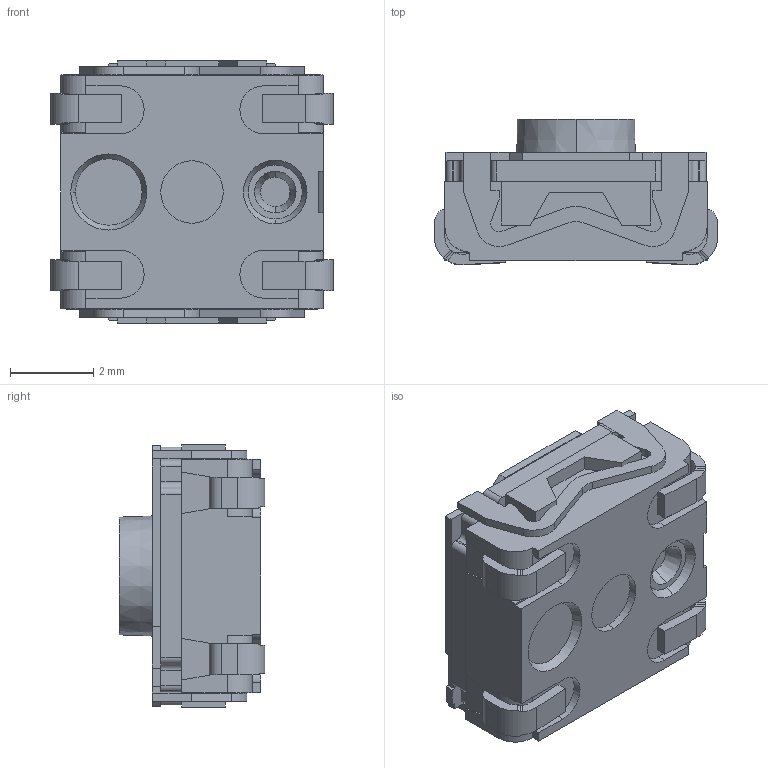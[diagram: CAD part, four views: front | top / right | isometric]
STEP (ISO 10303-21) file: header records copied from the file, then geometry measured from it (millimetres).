
FILE_DESCRIPTION (( 'STEP AP214' ), '1' );
FILE_NAME ('KSC253JSPDLFG.STEP', '2025-05-28T11:52:40', ( '' ), ( '' ), 'SwSTEP 2.0', 'SolidWorks 2024', '' );
FILE_SCHEMA (( 'AUTOMOTIVE_DESIGN' ));
Length unit declared in the file: millimetre
Products named in the file (5): KSC253JSPDLFG; KSC2 - body; KSC2  - button; KSC2 - cover; KSC23J_pin
Assembly tree (7 placements, depth 2):
  KSC253JSPDLFG
    KSC2 - body
    KSC2  - button
    KSC2 - cover
    KSC23J_pin  x4
Bounding box: 6.8 x 3.5 x 6.3 mm (x, y, z)
Volume: 98.6 mm3; surface area: 327.5 mm2
Topology: 7 solids, 7 shells, 284 faces, 795 edges, 526 vertices
Faces by surface type: plane 206, cylinder 70, cone 8
Entity records: 7611 total; most frequent: CARTESIAN_POINT 1369, ORIENTED_EDGE 1302, DIRECTION 1233, EDGE_CURVE 651, VECTOR 533, LINE 533, VERTEX_POINT 430, AXIS2_PLACEMENT_3D 350
